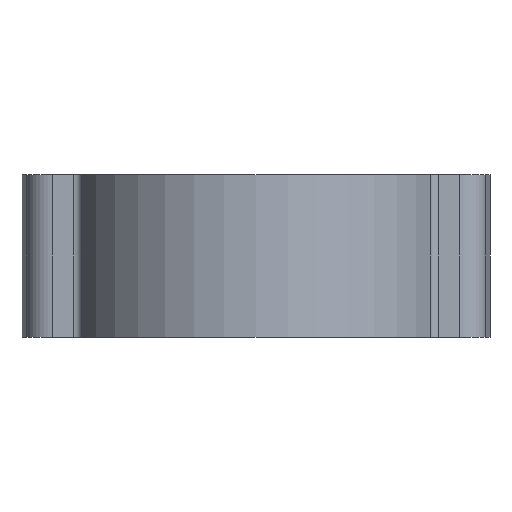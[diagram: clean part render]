
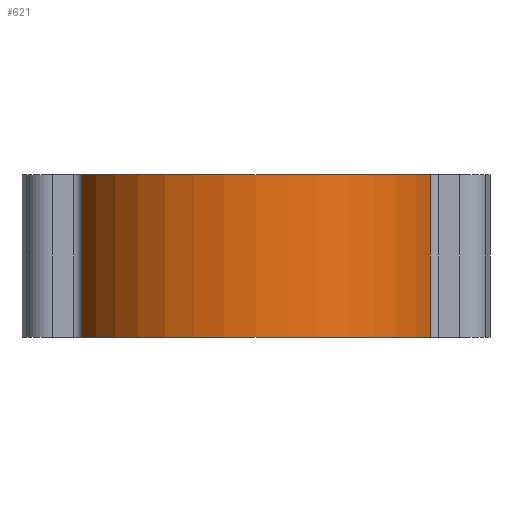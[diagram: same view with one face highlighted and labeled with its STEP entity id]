
A CAD part, left-side view. The second image highlights one B-rep face of the part: STEP entity #621.
In plain terms, the highlighted cylindrical face has radius 8.65 mm (diameter 17.3 mm), a partial arc.
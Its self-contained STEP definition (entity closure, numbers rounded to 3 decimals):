
#31=FACE_OUTER_BOUND('',#65,.T.);
#65=EDGE_LOOP('',(#408,#409,#410,#411));
#102=LINE('',#967,#150);
#103=LINE('',#970,#151);
#150=VECTOR('',#752,7.5);
#151=VECTOR('',#755,7.5);
#198=CIRCLE('',#660,8.65);
#199=CIRCLE('',#661,8.65);
#248=VERTEX_POINT('',#963);
#249=VERTEX_POINT('',#964);
#250=VERTEX_POINT('',#966);
#251=VERTEX_POINT('',#968);
#312=EDGE_CURVE('',#248,#249,#198,.T.);
#313=EDGE_CURVE('',#248,#250,#102,.T.);
#314=EDGE_CURVE('',#250,#251,#199,.T.);
#315=EDGE_CURVE('',#249,#251,#103,.T.);
#408=ORIENTED_EDGE('',*,*,#312,.F.);
#409=ORIENTED_EDGE('',*,*,#313,.T.);
#410=ORIENTED_EDGE('',*,*,#314,.T.);
#411=ORIENTED_EDGE('',*,*,#315,.F.);
#597=CYLINDRICAL_SURFACE('',#659,8.65);
#621=ADVANCED_FACE('',(#31),#597,.T.);
#659=AXIS2_PLACEMENT_3D('',#962,#748,#749);
#660=AXIS2_PLACEMENT_3D('',#965,#750,#751);
#661=AXIS2_PLACEMENT_3D('',#969,#753,#754);
#748=DIRECTION('center_axis',(0.,0.,-1.));
#749=DIRECTION('ref_axis',(-1.,0.,0.));
#750=DIRECTION('center_axis',(0.,0.,1.));
#751=DIRECTION('ref_axis',(1.,0.,0.));
#752=DIRECTION('',(0.,0.,-1.));
#753=DIRECTION('center_axis',(0.,0.,1.));
#754=DIRECTION('ref_axis',(1.,0.,0.));
#755=DIRECTION('',(0.,0.,-1.));
#962=CARTESIAN_POINT('Origin',(0.,0.,3.75));
#963=CARTESIAN_POINT('',(-3.25,8.016,3.75));
#964=CARTESIAN_POINT('',(-3.25,-8.016,3.75));
#965=CARTESIAN_POINT('Origin',(0.,0.,3.75));
#966=CARTESIAN_POINT('',(-3.25,8.016,-3.75));
#967=CARTESIAN_POINT('',(-3.25,8.016,3.75));
#968=CARTESIAN_POINT('',(-3.25,-8.016,-3.75));
#969=CARTESIAN_POINT('Origin',(0.,0.,-3.75));
#970=CARTESIAN_POINT('',(-3.25,-8.016,3.75));
